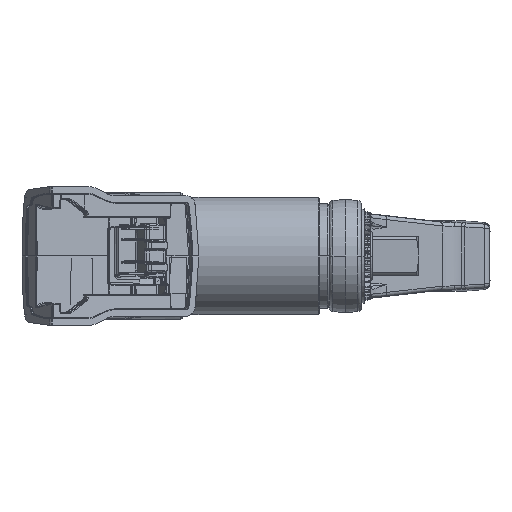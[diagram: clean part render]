
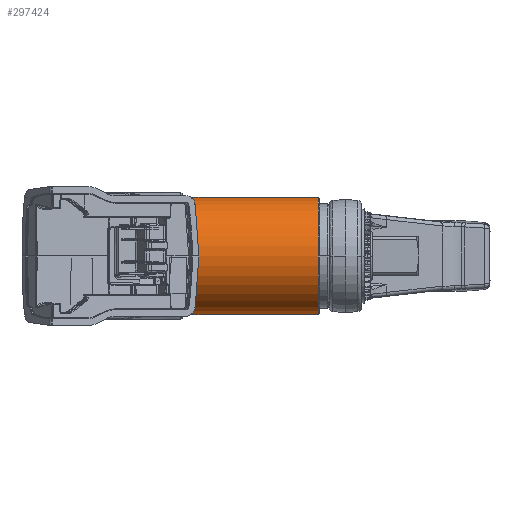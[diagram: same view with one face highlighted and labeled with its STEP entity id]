
A CAD part, left-side view. The second image highlights one B-rep face of the part: STEP entity #297424.
In plain terms, the highlighted cylindrical face has radius 29.21 mm (diameter 58.42 mm), a partial arc.
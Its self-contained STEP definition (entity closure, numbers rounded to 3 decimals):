
#2575 = LINE ( 'NONE', #123540, #204309 ) ;
#5399 = EDGE_CURVE ( 'NONE', #300252, #42440, #248356, .T. ) ;
#9216 = CARTESIAN_POINT ( 'NONE',  ( 145.094, -100.124, 0. ) ) ;
#13231 = CARTESIAN_POINT ( 'NONE',  ( 145.094, -100.124, -29.21 ) ) ;
#20653 = DIRECTION ( 'NONE',  ( 0., 0., -1. ) ) ;
#21094 = DIRECTION ( 'NONE',  ( 0., 1., 0. ) ) ;
#42440 = VERTEX_POINT ( 'NONE', #116413 ) ;
#50031 = EDGE_LOOP ( 'NONE', ( #210394, #216654, #217388, #222671 ) ) ;
#61118 = CARTESIAN_POINT ( 'NONE',  ( 145.094, -32.655, 29.21 ) ) ;
#67764 = EDGE_CURVE ( 'NONE', #42440, #180481, #137252, .T. ) ;
#116413 = CARTESIAN_POINT ( 'NONE',  ( 145.094, -32.655, -29.21 ) ) ;
#123540 = CARTESIAN_POINT ( 'NONE',  ( 145.094, -32.258, 29.21 ) ) ;
#124067 = DIRECTION ( 'NONE',  ( 0., -1., 0. ) ) ;
#136156 = DIRECTION ( 'NONE',  ( 0., -1., 0. ) ) ;
#136578 = CARTESIAN_POINT ( 'NONE',  ( 145.094, -32.258, -29.21 ) ) ;
#137252 = LINE ( 'NONE', #136578, #261592 ) ;
#141383 = AXIS2_PLACEMENT_3D ( 'NONE', #9216, #21094, #20653 ) ;
#141558 = CIRCLE ( 'NONE', #141383, 29.21 ) ;
#146844 = VERTEX_POINT ( 'NONE', #177755 ) ;
#177755 = CARTESIAN_POINT ( 'NONE',  ( 145.094, -100.124, 29.21 ) ) ;
#180481 = VERTEX_POINT ( 'NONE', #13231 ) ;
#204309 = VECTOR ( 'NONE', #124067, 1000. ) ;
#210217 = EDGE_CURVE ( 'NONE', #180481, #146844, #141558, .T. ) ;
#210394 = ORIENTED_EDGE ( 'NONE', *, *, #253813, .F. ) ;
#214182 = DIRECTION ( 'NONE',  ( 0., 0., -1. ) ) ;
#214316 = DIRECTION ( 'NONE',  ( 0., -1., 0. ) ) ;
#214631 = CARTESIAN_POINT ( 'NONE',  ( 145.094, -32.655, 0. ) ) ;
#216654 = ORIENTED_EDGE ( 'NONE', *, *, #5399, .T. ) ;
#217388 = ORIENTED_EDGE ( 'NONE', *, *, #67764, .T. ) ;
#222671 = ORIENTED_EDGE ( 'NONE', *, *, #210217, .T. ) ;
#231536 = AXIS2_PLACEMENT_3D ( 'NONE', #265076, #265352, #265406 ) ;
#248172 = AXIS2_PLACEMENT_3D ( 'NONE', #214631, #214316, #214182 ) ;
#248356 = CIRCLE ( 'NONE', #248172, 29.21 ) ;
#253813 = EDGE_CURVE ( 'NONE', #300252, #146844, #2575, .T. ) ;
#261272 = FACE_OUTER_BOUND ( 'NONE', #50031, .T. ) ;
#261592 = VECTOR ( 'NONE', #136156, 1000. ) ;
#261635 = CYLINDRICAL_SURFACE ( 'NONE', #231536, 29.21 ) ;
#265076 = CARTESIAN_POINT ( 'NONE',  ( 145.094, -32.258, 0. ) ) ;
#265352 = DIRECTION ( 'NONE',  ( 0., -1., 0. ) ) ;
#265406 = DIRECTION ( 'NONE',  ( 0., 0., -1. ) ) ;
#297424 = ADVANCED_FACE ( 'NONE', ( #261272 ), #261635, .T. ) ;
#300252 = VERTEX_POINT ( 'NONE', #61118 ) ;
